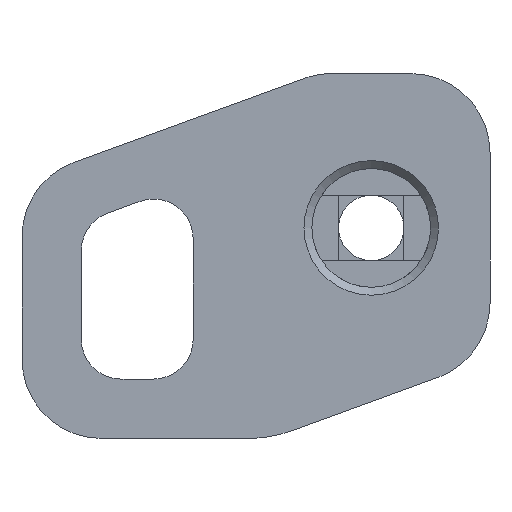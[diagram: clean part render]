
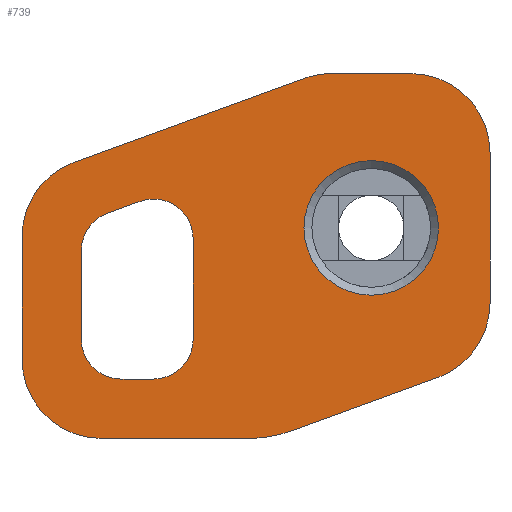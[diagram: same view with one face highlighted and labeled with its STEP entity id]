
A CAD part, left-side view. The second image highlights one B-rep face of the part: STEP entity #739.
In plain terms, the highlighted planar face has unit normal (-1, 0, 0).
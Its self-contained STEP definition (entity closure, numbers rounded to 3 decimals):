
#15=FACE_BOUND('',#103,.T.);
#16=FACE_BOUND('',#104,.T.);
#19=PLANE('',#801);
#61=FACE_OUTER_BOUND('',#102,.T.);
#102=EDGE_LOOP('',(#530,#531,#532,#533,#534,#535,#536,#537,#538,#539,#540,
#541));
#103=EDGE_LOOP('',(#542,#543,#544,#545,#546,#547,#548,#549));
#104=EDGE_LOOP('',(#550));
#151=LINE('',#1130,#226);
#152=LINE('',#1134,#227);
#153=LINE('',#1138,#228);
#154=LINE('',#1142,#229);
#155=LINE('',#1146,#230);
#156=LINE('',#1150,#231);
#157=LINE('',#1154,#232);
#158=LINE('',#1158,#233);
#159=LINE('',#1162,#234);
#160=LINE('',#1166,#235);
#226=VECTOR('',#897,10.);
#227=VECTOR('',#900,10.);
#228=VECTOR('',#903,10.);
#229=VECTOR('',#906,10.);
#230=VECTOR('',#909,10.);
#231=VECTOR('',#912,10.);
#232=VECTOR('',#915,10.);
#233=VECTOR('',#918,10.);
#234=VECTOR('',#921,10.);
#235=VECTOR('',#924,10.);
#295=CIRCLE('',#793,3.4);
#302=CIRCLE('',#802,4.);
#303=CIRCLE('',#803,4.);
#304=CIRCLE('',#804,6.);
#305=CIRCLE('',#805,4.);
#306=CIRCLE('',#806,4.);
#307=CIRCLE('',#807,4.);
#308=CIRCLE('',#808,2.);
#309=CIRCLE('',#809,2.);
#310=CIRCLE('',#810,2.);
#311=CIRCLE('',#811,2.);
#331=VERTEX_POINT('',#1102);
#342=VERTEX_POINT('',#1128);
#343=VERTEX_POINT('',#1129);
#344=VERTEX_POINT('',#1131);
#345=VERTEX_POINT('',#1133);
#346=VERTEX_POINT('',#1135);
#347=VERTEX_POINT('',#1137);
#348=VERTEX_POINT('',#1139);
#349=VERTEX_POINT('',#1141);
#350=VERTEX_POINT('',#1143);
#351=VERTEX_POINT('',#1145);
#352=VERTEX_POINT('',#1147);
#353=VERTEX_POINT('',#1149);
#354=VERTEX_POINT('',#1152);
#355=VERTEX_POINT('',#1153);
#356=VERTEX_POINT('',#1155);
#357=VERTEX_POINT('',#1157);
#358=VERTEX_POINT('',#1159);
#359=VERTEX_POINT('',#1161);
#360=VERTEX_POINT('',#1163);
#361=VERTEX_POINT('',#1165);
#403=EDGE_CURVE('',#331,#331,#295,.T.);
#416=EDGE_CURVE('',#342,#343,#151,.T.);
#417=EDGE_CURVE('',#343,#344,#302,.T.);
#418=EDGE_CURVE('',#344,#345,#152,.T.);
#419=EDGE_CURVE('',#345,#346,#303,.T.);
#420=EDGE_CURVE('',#346,#347,#153,.T.);
#421=EDGE_CURVE('',#347,#348,#304,.T.);
#422=EDGE_CURVE('',#348,#349,#154,.T.);
#423=EDGE_CURVE('',#349,#350,#305,.T.);
#424=EDGE_CURVE('',#350,#351,#155,.T.);
#425=EDGE_CURVE('',#351,#352,#306,.T.);
#426=EDGE_CURVE('',#352,#353,#156,.T.);
#427=EDGE_CURVE('',#353,#342,#307,.T.);
#428=EDGE_CURVE('',#354,#355,#157,.T.);
#429=EDGE_CURVE('',#355,#356,#308,.T.);
#430=EDGE_CURVE('',#356,#357,#158,.T.);
#431=EDGE_CURVE('',#357,#358,#309,.T.);
#432=EDGE_CURVE('',#358,#359,#159,.T.);
#433=EDGE_CURVE('',#359,#360,#310,.T.);
#434=EDGE_CURVE('',#360,#361,#160,.T.);
#435=EDGE_CURVE('',#361,#354,#311,.T.);
#530=ORIENTED_EDGE('',*,*,#416,.T.);
#531=ORIENTED_EDGE('',*,*,#417,.T.);
#532=ORIENTED_EDGE('',*,*,#418,.T.);
#533=ORIENTED_EDGE('',*,*,#419,.T.);
#534=ORIENTED_EDGE('',*,*,#420,.T.);
#535=ORIENTED_EDGE('',*,*,#421,.T.);
#536=ORIENTED_EDGE('',*,*,#422,.T.);
#537=ORIENTED_EDGE('',*,*,#423,.T.);
#538=ORIENTED_EDGE('',*,*,#424,.T.);
#539=ORIENTED_EDGE('',*,*,#425,.T.);
#540=ORIENTED_EDGE('',*,*,#426,.T.);
#541=ORIENTED_EDGE('',*,*,#427,.T.);
#542=ORIENTED_EDGE('',*,*,#428,.T.);
#543=ORIENTED_EDGE('',*,*,#429,.T.);
#544=ORIENTED_EDGE('',*,*,#430,.T.);
#545=ORIENTED_EDGE('',*,*,#431,.T.);
#546=ORIENTED_EDGE('',*,*,#432,.T.);
#547=ORIENTED_EDGE('',*,*,#433,.T.);
#548=ORIENTED_EDGE('',*,*,#434,.T.);
#549=ORIENTED_EDGE('',*,*,#435,.T.);
#550=ORIENTED_EDGE('',*,*,#403,.F.);
#739=ADVANCED_FACE('',(#61,#15,#16),#19,.T.);
#793=AXIS2_PLACEMENT_3D('',#1103,#873,#874);
#801=AXIS2_PLACEMENT_3D('',#1127,#895,#896);
#802=AXIS2_PLACEMENT_3D('',#1132,#898,#899);
#803=AXIS2_PLACEMENT_3D('',#1136,#901,#902);
#804=AXIS2_PLACEMENT_3D('',#1140,#904,#905);
#805=AXIS2_PLACEMENT_3D('',#1144,#907,#908);
#806=AXIS2_PLACEMENT_3D('',#1148,#910,#911);
#807=AXIS2_PLACEMENT_3D('',#1151,#913,#914);
#808=AXIS2_PLACEMENT_3D('',#1156,#916,#917);
#809=AXIS2_PLACEMENT_3D('',#1160,#919,#920);
#810=AXIS2_PLACEMENT_3D('',#1164,#922,#923);
#811=AXIS2_PLACEMENT_3D('',#1167,#925,#926);
#873=DIRECTION('center_axis',(-1.,0.,0.));
#874=DIRECTION('ref_axis',(0.,-1.,0.));
#895=DIRECTION('center_axis',(-1.,0.,0.));
#896=DIRECTION('ref_axis',(0.,-1.,0.));
#897=DIRECTION('',(0.,0.94,-0.342));
#898=DIRECTION('center_axis',(-1.,0.,0.));
#899=DIRECTION('ref_axis',(0.,0.819,0.574));
#900=DIRECTION('',(0.,0.,-1.));
#901=DIRECTION('center_axis',(-1.,0.,0.));
#902=DIRECTION('ref_axis',(0.,0.707,-0.707));
#903=DIRECTION('',(0.,-1.,0.));
#904=DIRECTION('center_axis',(-1.,0.,0.));
#905=DIRECTION('ref_axis',(0.,-0.174,-0.985));
#906=DIRECTION('',(0.,-0.94,0.342));
#907=DIRECTION('center_axis',(-1.,0.,0.));
#908=DIRECTION('ref_axis',(0.,-0.707,-0.707));
#909=DIRECTION('',(0.,0.,1.));
#910=DIRECTION('center_axis',(-1.,0.,0.));
#911=DIRECTION('ref_axis',(0.,-0.707,0.707));
#912=DIRECTION('',(0.,1.,0.));
#913=DIRECTION('center_axis',(-1.,0.,0.));
#914=DIRECTION('ref_axis',(0.,0.707,0.707));
#915=DIRECTION('',(0.,-0.94,0.342));
#916=DIRECTION('center_axis',(1.,0.,0.));
#917=DIRECTION('ref_axis',(0.,-0.574,0.819));
#918=DIRECTION('',(0.,0.,-1.));
#919=DIRECTION('center_axis',(1.,0.,0.));
#920=DIRECTION('ref_axis',(0.,-0.707,-0.707));
#921=DIRECTION('',(0.,1.,0.));
#922=DIRECTION('center_axis',(1.,0.,0.));
#923=DIRECTION('ref_axis',(0.,0.707,-0.707));
#924=DIRECTION('',(0.,0.,1.));
#925=DIRECTION('center_axis',(1.,0.,0.));
#926=DIRECTION('ref_axis',(0.,0.819,0.574));
#1102=CARTESIAN_POINT('',(-19.8,-29.8,-7.027));
#1103=CARTESIAN_POINT('Origin',(-19.8,-33.2,-7.027));
#1127=CARTESIAN_POINT('Origin',(-19.8,-33.2,-7.027));
#1128=CARTESIAN_POINT('',(-19.8,-29.832,0.532));
#1129=CARTESIAN_POINT('',(-19.8,-18.185,-3.707));
#1130=CARTESIAN_POINT('',(-19.8,-20.077,-3.019));
#1131=CARTESIAN_POINT('',(-19.8,-15.553,-7.466));
#1132=CARTESIAN_POINT('Origin',(-19.8,-19.553,-7.466));
#1133=CARTESIAN_POINT('',(-19.8,-15.553,-13.666));
#1134=CARTESIAN_POINT('',(-19.8,-15.553,-13.656));
#1135=CARTESIAN_POINT('',(-19.8,-19.553,-17.666));
#1136=CARTESIAN_POINT('Origin',(-19.8,-19.553,-13.666));
#1137=CARTESIAN_POINT('',(-19.8,-27.048,-17.666));
#1138=CARTESIAN_POINT('',(-19.8,-26.093,-17.666));
#1139=CARTESIAN_POINT('',(-19.8,-29.1,-17.304));
#1140=CARTESIAN_POINT('Origin',(-19.8,-27.048,-11.666));
#1141=CARTESIAN_POINT('',(-19.8,-36.568,-14.586));
#1142=CARTESIAN_POINT('',(-19.8,-33.497,-15.704));
#1143=CARTESIAN_POINT('',(-19.8,-39.2,-10.827));
#1144=CARTESIAN_POINT('Origin',(-19.8,-35.2,-10.827));
#1145=CARTESIAN_POINT('',(-19.8,-39.2,-3.227));
#1146=CARTESIAN_POINT('',(-19.8,-39.2,-9.487));
#1147=CARTESIAN_POINT('',(-19.8,-35.2,0.773));
#1148=CARTESIAN_POINT('Origin',(-19.8,-35.2,-3.227));
#1149=CARTESIAN_POINT('',(-19.8,-31.2,0.773));
#1150=CARTESIAN_POINT('',(-19.8,-31.038,0.773));
#1151=CARTESIAN_POINT('Origin',(-19.8,-31.2,-3.227));
#1152=CARTESIAN_POINT('',(-19.8,-19.869,-6.287));
#1153=CARTESIAN_POINT('',(-19.8,-21.516,-5.688));
#1154=CARTESIAN_POINT('',(-19.8,-25.002,-4.419));
#1155=CARTESIAN_POINT('',(-19.8,-24.2,-7.567));
#1156=CARTESIAN_POINT('Origin',(-19.8,-22.2,-7.567));
#1157=CARTESIAN_POINT('',(-19.8,-24.2,-12.666));
#1158=CARTESIAN_POINT('',(-19.8,-24.2,-11.556));
#1159=CARTESIAN_POINT('',(-19.8,-22.2,-14.666));
#1160=CARTESIAN_POINT('Origin',(-19.8,-22.2,-12.666));
#1161=CARTESIAN_POINT('',(-19.8,-20.553,-14.666));
#1162=CARTESIAN_POINT('',(-19.8,-22.965,-14.666));
#1163=CARTESIAN_POINT('',(-19.8,-18.553,-12.666));
#1164=CARTESIAN_POINT('Origin',(-19.8,-20.553,-12.666));
#1165=CARTESIAN_POINT('',(-19.8,-18.553,-8.166));
#1166=CARTESIAN_POINT('',(-19.8,-18.553,-7.606));
#1167=CARTESIAN_POINT('Origin',(-19.8,-20.553,-8.166));
